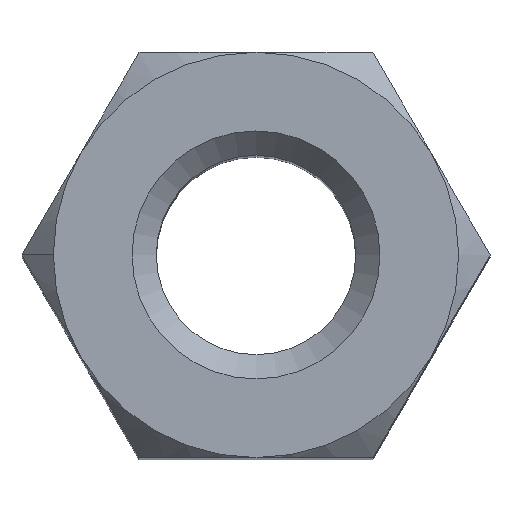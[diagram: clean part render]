
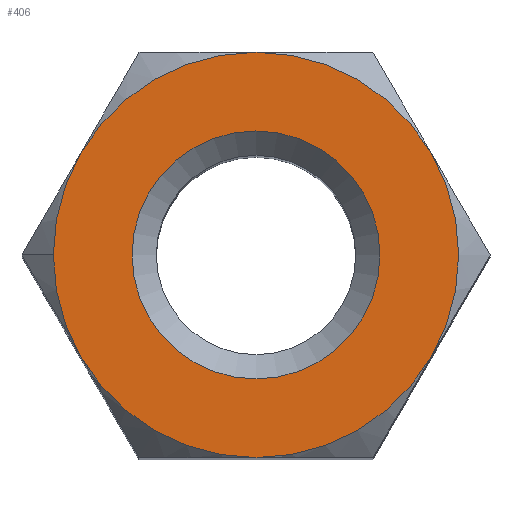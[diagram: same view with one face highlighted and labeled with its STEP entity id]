
A CAD part, top view. The second image highlights one B-rep face of the part: STEP entity #406.
In plain terms, the highlighted planar face has unit normal (0, 0, 1).
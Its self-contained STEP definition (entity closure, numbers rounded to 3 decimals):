
#96=PLANE('',#433);
#104=CIRCLE('',#430,2.5);
#105=CIRCLE('',#432,2.5);
#106=CIRCLE('',#434,1.53);
#107=CIRCLE('',#435,2.5);
#108=CIRCLE('',#436,2.5);
#109=CIRCLE('',#437,2.5);
#110=CIRCLE('',#438,2.5);
#111=CIRCLE('',#439,2.5);
#121=VERTEX_POINT('',#480);
#123=VERTEX_POINT('',#483);
#124=VERTEX_POINT('',#499);
#126=VERTEX_POINT('',#510);
#127=VERTEX_POINT('',#512);
#128=VERTEX_POINT('',#514);
#129=VERTEX_POINT('',#516);
#130=VERTEX_POINT('',#518);
#180=EDGE_CURVE('',#121,#123,#104,.T.);
#183=EDGE_CURVE('',#124,#121,#105,.T.);
#185=EDGE_CURVE('',#126,#126,#106,.T.);
#186=EDGE_CURVE('',#127,#124,#107,.T.);
#187=EDGE_CURVE('',#128,#127,#108,.T.);
#188=EDGE_CURVE('',#128,#129,#109,.T.);
#189=EDGE_CURVE('',#130,#129,#110,.T.);
#190=EDGE_CURVE('',#123,#130,#111,.T.);
#242=ORIENTED_EDGE('',*,*,#185,.T.);
#243=ORIENTED_EDGE('',*,*,#183,.F.);
#244=ORIENTED_EDGE('',*,*,#186,.F.);
#245=ORIENTED_EDGE('',*,*,#187,.F.);
#246=ORIENTED_EDGE('',*,*,#188,.T.);
#247=ORIENTED_EDGE('',*,*,#189,.F.);
#248=ORIENTED_EDGE('',*,*,#190,.F.);
#249=ORIENTED_EDGE('',*,*,#180,.F.);
#352=EDGE_LOOP('',(#242));
#353=EDGE_LOOP('',(#243,#244,#245,#246,#247,#248,#249));
#379=FACE_BOUND('',#352,.T.);
#380=FACE_BOUND('',#353,.T.);
#406=ADVANCED_FACE('',(#379,#380),#96,.T.);
#430=AXIS2_PLACEMENT_3D('',#482,#728,#729);
#432=AXIS2_PLACEMENT_3D('',#501,#732,#733);
#433=AXIS2_PLACEMENT_3D('',#508,#734,$);
#434=AXIS2_PLACEMENT_3D('',#509,#735,#736);
#435=AXIS2_PLACEMENT_3D('',#511,#737,#738);
#436=AXIS2_PLACEMENT_3D('',#513,#739,#740);
#437=AXIS2_PLACEMENT_3D('',#515,#741,#742);
#438=AXIS2_PLACEMENT_3D('',#517,#743,#744);
#439=AXIS2_PLACEMENT_3D('',#519,#745,#746);
#480=CARTESIAN_POINT('',(0.,-2.5,7.5));
#482=CARTESIAN_POINT('',(0.,0.,7.5));
#483=CARTESIAN_POINT('',(-2.165,-1.25,7.5));
#499=CARTESIAN_POINT('',(2.165,-1.25,7.5));
#501=CARTESIAN_POINT('',(0.,0.,7.5));
#508=CARTESIAN_POINT('',(0.,0.,7.5));
#509=CARTESIAN_POINT('',(0.,0.,7.5));
#510=CARTESIAN_POINT('',(0.,1.53,7.5));
#511=CARTESIAN_POINT('',(0.,0.,7.5));
#512=CARTESIAN_POINT('',(2.165,1.25,7.5));
#513=CARTESIAN_POINT('',(0.,0.,7.5));
#514=CARTESIAN_POINT('',(0.,2.5,7.5));
#515=CARTESIAN_POINT('',(0.,0.,7.5));
#516=CARTESIAN_POINT('',(-2.165,1.25,7.5));
#517=CARTESIAN_POINT('',(0.,0.,7.5));
#518=CARTESIAN_POINT('',(-2.5,0.,7.5));
#519=CARTESIAN_POINT('',(0.,0.,7.5));
#728=DIRECTION('',(0.,0.,-1.));
#729=DIRECTION('',(2.5,0.,0.));
#732=DIRECTION('',(0.,0.,-1.));
#733=DIRECTION('',(2.5,0.,0.));
#734=DIRECTION('',(0.,0.,1.));
#735=DIRECTION('',(0.,0.,-1.));
#736=DIRECTION('',(0.,1.53,0.));
#737=DIRECTION('',(0.,0.,-1.));
#738=DIRECTION('',(2.5,0.,0.));
#739=DIRECTION('',(0.,0.,-1.));
#740=DIRECTION('',(2.5,0.,0.));
#741=DIRECTION('',(0.,0.,1.));
#742=DIRECTION('',(2.5,0.,0.));
#743=DIRECTION('',(0.,0.,-1.));
#744=DIRECTION('',(2.5,0.,0.));
#745=DIRECTION('',(0.,0.,-1.));
#746=DIRECTION('',(2.5,0.,0.));
